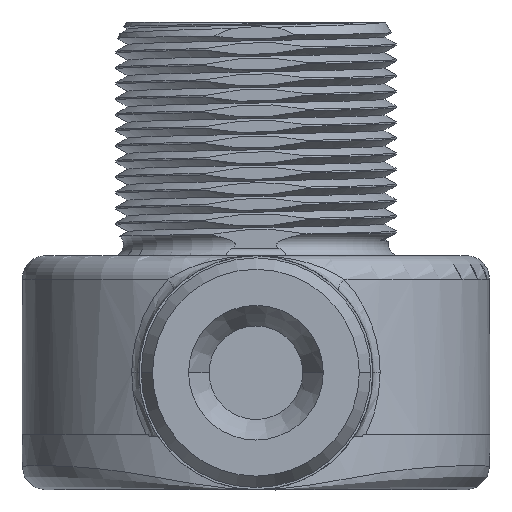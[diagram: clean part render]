
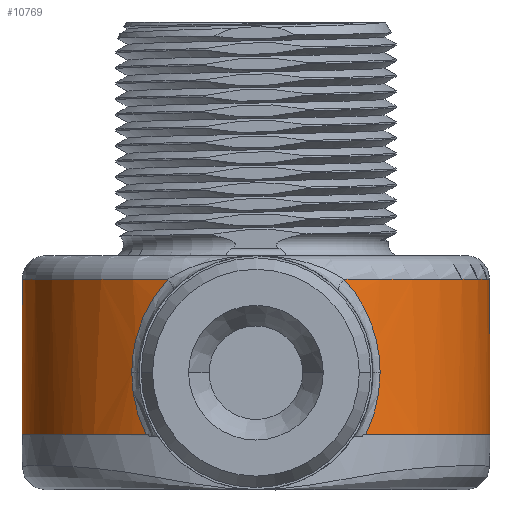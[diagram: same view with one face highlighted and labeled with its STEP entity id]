
A CAD part, front view. The second image highlights one B-rep face of the part: STEP entity #10769.
In plain terms, the highlighted cylindrical face has radius 15 mm (diameter 30 mm), a partial arc.
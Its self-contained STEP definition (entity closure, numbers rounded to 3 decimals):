
#4800=CARTESIAN_POINT('',(5.645,-13.897,
-1.5));
#4834=CARTESIAN_POINT('',(0.,0.,-11.468));
#4835=DIRECTION('',(0.,0.,1.));
#4836=DIRECTION('',(0.47,-0.883,0.));
#4837=AXIS2_PLACEMENT_3D('',#4834,#4835,#4836);
#4839=CARTESIAN_POINT('',(7.047,-13.241,-11.468));
#4840=CARTESIAN_POINT('',(7.111,-13.208,
-11.339));
#4841=CARTESIAN_POINT('',(7.231,-13.142,
-11.08));
#4842=CARTESIAN_POINT('',(7.391,-13.053,
-10.686));
#4843=CARTESIAN_POINT('',(7.531,-12.973,
-10.289));
#4844=CARTESIAN_POINT('',(7.651,-12.902,
-9.889));
#4845=CARTESIAN_POINT('',(7.751,-12.842,
-9.489));
#4846=CARTESIAN_POINT('',(7.831,-12.793,
-9.088));
#4847=CARTESIAN_POINT('',(7.893,-12.755,
-8.689));
#4848=CARTESIAN_POINT('',(7.937,-12.728,
-8.29));
#4849=CARTESIAN_POINT('',(7.963,-12.712,
-7.894));
#4850=CARTESIAN_POINT('',(7.969,-12.708,
-7.631));
#4851=CARTESIAN_POINT('',(7.969,-12.708,
-7.5));
#4853=CARTESIAN_POINT('',(7.969,-12.708,
-7.5));
#4854=CARTESIAN_POINT('',(7.969,-12.708,
-7.363));
#4855=CARTESIAN_POINT('',(7.962,-12.712,
-7.089));
#4856=CARTESIAN_POINT('',(7.934,-12.73,
-6.674));
#4857=CARTESIAN_POINT('',(7.886,-12.76,
-6.256));
#4858=CARTESIAN_POINT('',(7.818,-12.801,
-5.838));
#4859=CARTESIAN_POINT('',(7.729,-12.855,
-5.418));
#4860=CARTESIAN_POINT('',(7.62,-12.921,
-4.999));
#4861=CARTESIAN_POINT('',(7.488,-12.998,
-4.58));
#4862=CARTESIAN_POINT('',(7.334,-13.085,
-4.165));
#4863=CARTESIAN_POINT('',(7.157,-13.183,
-3.754));
#4864=CARTESIAN_POINT('',(6.958,-13.289,
-3.348));
#4865=CARTESIAN_POINT('',(6.736,-13.403,
-2.951));
#4866=CARTESIAN_POINT('',(6.493,-13.523,
-2.565));
#4867=CARTESIAN_POINT('',(6.23,-13.646,
-2.193));
#4868=CARTESIAN_POINT('',(5.947,-13.772,
-1.836));
#4869=CARTESIAN_POINT('',(5.747,-13.856,
-1.61));
#4870=CARTESIAN_POINT('',(5.645,-13.897,
-1.5));
#4872=CARTESIAN_POINT('',(0.,0.,-1.5));
#4873=DIRECTION('',(0.,0.,-1.));
#4874=DIRECTION('',(-1.,0.,0.));
#4875=AXIS2_PLACEMENT_3D('',#4872,#4873,#4874);
#4877=CARTESIAN_POINT('',(0.,0.,-1.5));
#4878=DIRECTION('',(0.,0.,-1.));
#4879=DIRECTION('',(-0.376,-0.926,0.));
#4880=AXIS2_PLACEMENT_3D('',#4877,#4878,#4879);
#4882=CARTESIAN_POINT('',(-5.644,-13.897,
-1.5));
#4883=CARTESIAN_POINT('',(-5.747,-13.856,
-1.61));
#4884=CARTESIAN_POINT('',(-5.947,-13.772,
-1.836));
#4885=CARTESIAN_POINT('',(-6.23,-13.646,
-2.193));
#4886=CARTESIAN_POINT('',(-6.493,-13.523,
-2.565));
#4887=CARTESIAN_POINT('',(-6.736,-13.403,
-2.951));
#4888=CARTESIAN_POINT('',(-6.958,-13.289,
-3.348));
#4889=CARTESIAN_POINT('',(-7.157,-13.183,
-3.754));
#4890=CARTESIAN_POINT('',(-7.334,-13.085,-4.165));
#4891=CARTESIAN_POINT('',(-7.488,-12.998,
-4.58));
#4892=CARTESIAN_POINT('',(-7.619,-12.921,
-4.998));
#4893=CARTESIAN_POINT('',(-7.729,-12.855,
-5.417));
#4894=CARTESIAN_POINT('',(-7.818,-12.802,
-5.837));
#4895=CARTESIAN_POINT('',(-7.886,-12.76,
-6.256));
#4896=CARTESIAN_POINT('',(-7.934,-12.73,
-6.674));
#4897=CARTESIAN_POINT('',(-7.962,-12.712,
-7.089));
#4898=CARTESIAN_POINT('',(-7.969,-12.708,
-7.363));
#4899=CARTESIAN_POINT('',(-7.969,-12.708,
-7.5));
#4901=CARTESIAN_POINT('',(-7.969,-12.708,
-7.5));
#4902=CARTESIAN_POINT('',(-7.969,-12.708,
-7.631));
#4903=CARTESIAN_POINT('',(-7.963,-12.712,
-7.894));
#4904=CARTESIAN_POINT('',(-7.937,-12.728,
-8.291));
#4905=CARTESIAN_POINT('',(-7.893,-12.755,
-8.689));
#4906=CARTESIAN_POINT('',(-7.831,-12.793,
-9.089));
#4907=CARTESIAN_POINT('',(-7.751,-12.843,
-9.49));
#4908=CARTESIAN_POINT('',(-7.651,-12.902,
-9.89));
#4909=CARTESIAN_POINT('',(-7.531,-12.973,
-10.29));
#4910=CARTESIAN_POINT('',(-7.391,-13.053,
-10.687));
#4911=CARTESIAN_POINT('',(-7.231,-13.142,
-11.08));
#4912=CARTESIAN_POINT('',(-7.111,-13.208,
-11.339));
#4913=CARTESIAN_POINT('',(-7.047,-13.241,-11.468));
#7157=CARTESIAN_POINT('',(-15.,0.,-1.5));
#7159=VERTEX_POINT('',#7157);
#7194=VERTEX_POINT('',#4800);
#7197=VERTEX_POINT('',#4853);
#7202=VERTEX_POINT('',#4882);
#7203=VERTEX_POINT('',#4899);
#7462=CARTESIAN_POINT('',(7.047,-13.241,-11.468));
#7463=CARTESIAN_POINT('',(-7.047,-13.241,-11.468));
#7464=VERTEX_POINT('',#7462);
#7465=VERTEX_POINT('',#7463);
#10750=CARTESIAN_POINT('',(0.,0.,-16.5));
#10751=DIRECTION('',(0.,0.,1.));
#10752=DIRECTION('',(1.,0.,0.));
#10753=AXIS2_PLACEMENT_3D('',#10750,#10751,#10752);
#10754=CYLINDRICAL_SURFACE('',#10753,15.);
#10756=ORIENTED_EDGE('',*,*,#10755,.F.);
#10758=ORIENTED_EDGE('',*,*,#10757,.T.);
#10759=ORIENTED_EDGE('',*,*,#10740,.T.);
#10760=ORIENTED_EDGE('',*,*,#10625,.F.);
#10762=ORIENTED_EDGE('',*,*,#10761,.F.);
#10764=ORIENTED_EDGE('',*,*,#10763,.T.);
#10766=ORIENTED_EDGE('',*,*,#10765,.T.);
#10767=EDGE_LOOP('',(#10756,#10758,#10759,#10760,#10762,#10764,#10766));
#10768=FACE_OUTER_BOUND('',#10767,.F.);
#10769=ADVANCED_FACE('',(#10768),#10754,.T.);
#4838=CIRCLE('',#4837,15.);
#4852=B_SPLINE_CURVE_WITH_KNOTS('',3,(#4839,#4840,#4841,#4842,#4843,#4844,#4845,
#4846,#4847,#4848,#4849,#4850,#4851),.UNSPECIFIED.,.F.,.F.,(4,1,1,1,1,1,1,1,1,1,
4),(0.,0.1,0.2,0.3,0.4,0.5,0.6,0.7,0.8,0.9,1.),
.UNSPECIFIED.);
#4871=B_SPLINE_CURVE_WITH_KNOTS('',3,(#4853,#4854,#4855,#4856,#4857,#4858,#4859,
#4860,#4861,#4862,#4863,#4864,#4865,#4866,#4867,#4868,#4869,#4870),
.UNSPECIFIED.,.F.,.F.,(4,1,1,1,1,1,1,1,1,1,1,1,1,1,1,4),(0.,0.067,
0.133,0.2,0.267,0.333,0.4,
0.467,0.533,0.6,0.667,0.733,
0.8,0.867,0.933,1.),.UNSPECIFIED.);
#4876=CIRCLE('',#4875,15.);
#4881=CIRCLE('',#4880,15.);
#4900=B_SPLINE_CURVE_WITH_KNOTS('',3,(#4882,#4883,#4884,#4885,#4886,#4887,#4888,
#4889,#4890,#4891,#4892,#4893,#4894,#4895,#4896,#4897,#4898,#4899),
.UNSPECIFIED.,.F.,.F.,(4,1,1,1,1,1,1,1,1,1,1,1,1,1,1,4),(0.,0.067,
0.133,0.2,0.267,0.333,0.4,
0.467,0.533,0.6,0.667,0.733,
0.8,0.867,0.933,1.),.UNSPECIFIED.);
#4914=B_SPLINE_CURVE_WITH_KNOTS('',3,(#4901,#4902,#4903,#4904,#4905,#4906,#4907,
#4908,#4909,#4910,#4911,#4912,#4913),.UNSPECIFIED.,.F.,.F.,(4,1,1,1,1,1,1,1,1,1,
4),(0.,0.1,0.2,0.3,0.4,0.5,0.6,0.7,0.8,0.9,1.),
.UNSPECIFIED.);
#10625=EDGE_CURVE('',#7159,#7194,#4876,.T.);
#10740=EDGE_CURVE('',#7197,#7194,#4871,.T.);
#10755=EDGE_CURVE('',#7464,#7465,#4838,.T.);
#10757=EDGE_CURVE('',#7464,#7197,#4852,.T.);
#10761=EDGE_CURVE('',#7202,#7159,#4881,.T.);
#10763=EDGE_CURVE('',#7202,#7203,#4900,.T.);
#10765=EDGE_CURVE('',#7203,#7465,#4914,.T.);
